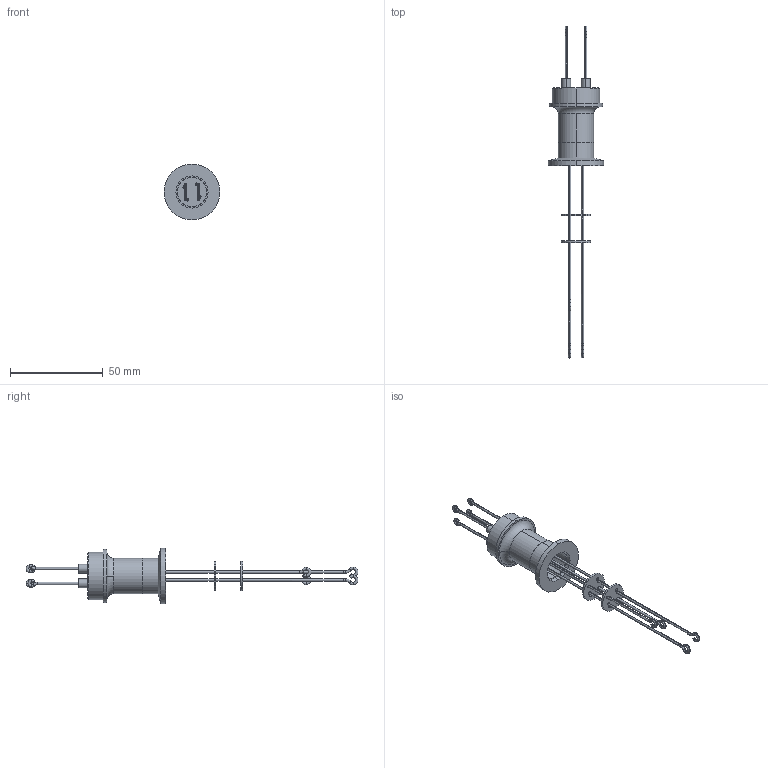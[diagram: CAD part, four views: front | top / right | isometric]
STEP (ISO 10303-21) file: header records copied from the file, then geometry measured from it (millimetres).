
FILE_DESCRIPTION (( 'STEP AP203' ), '1' );
FILE_NAME ('A0413-2-QF.STEP', '2013-04-01T12:23:53', ( '' ), ( '' ), 'SwSTEP 2.0', 'SolidWorks 2012', '' );
FILE_SCHEMA (( 'CONFIG_CONTROL_DESIGN' ));
Length unit declared in the file: inch
Products named in the file (1): A0413-2-QF
Bounding box: 29.97 x 178.82 x 29.97 mm (x, y, z)
Volume: 7522.8 mm3; surface area: 12129.3 mm2
Topology: 1 solids, 3 shells, 274 faces, 647 edges, 399 vertices
Faces by surface type: cylinder 125, torus 90, plane 40, cone 19
Entity records: 8757 total; most frequent: CARTESIAN_POINT 1998, DIRECTION 1600, ORIENTED_EDGE 1294, AXIS2_PLACEMENT_3D 723, EDGE_CURVE 647, CIRCLE 448, VERTEX_POINT 399, EDGE_LOOP 330
